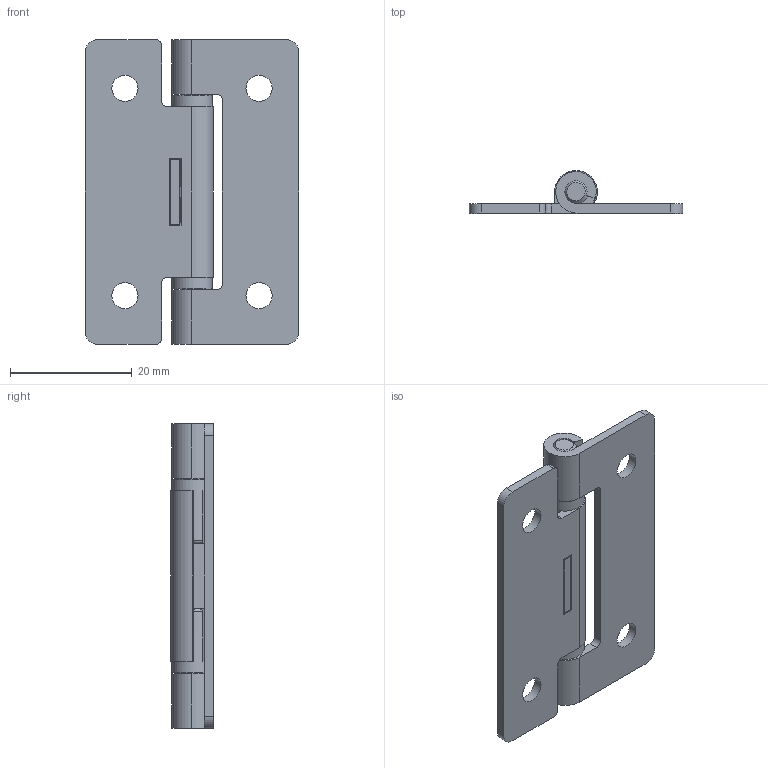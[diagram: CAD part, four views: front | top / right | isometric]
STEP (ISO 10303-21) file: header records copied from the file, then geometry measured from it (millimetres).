
FILE_DESCRIPTION(/* description */ (''),/* implementation_level */ '2;1');
FILE_NAME(/* name */ 'H-TC5035-15.stp',/* time_stamp */ '2024-07-17T11:22:17+09:00',/* author */ ('user'),/* organization */ (''),/* preprocessor_version */ 'ST-DEVELOPER v15.6',/* originating_system */ 'Autodesk Inventor 2015',/* authorisation */ '');
FILE_SCHEMA (('AUTOMOTIVE_DESIGN { 1 0 10303 214 3 1 1 }'));
Length unit declared in the file: millimetre
Products named in the file (6): H-TC5035-15_1pole; H-TC5035-15_2pole; H-TC5035-15_bushing-L; H-TC5035-15_bushing-R; H-TC5035-15_shaft; H-TC5035-15
Bounding box: 35 x 7 x 50 mm (x, y, z)
Volume: 3785.8 mm3; surface area: 6129.8 mm2
Topology: 6 solids, 6 shells, 112 faces, 266 edges, 172 vertices
Faces by surface type: plane 52, cylinder 46, cone 6, bspline 4, torus 4
Full cylindrical faces by diameter (mm): 3 x4, 3.3 x2, 3.5 x2, 4 x2, 4.2 x2, 4.3 x4, 6.6 x2
Entity records: 3390 total; most frequent: CARTESIAN_POINT 873, DIRECTION 524, ORIENTED_EDGE 452, EDGE_CURVE 226, AXIS2_PLACEMENT_3D 201, VERTEX_POINT 156, EDGE_LOOP 136, LINE 122
